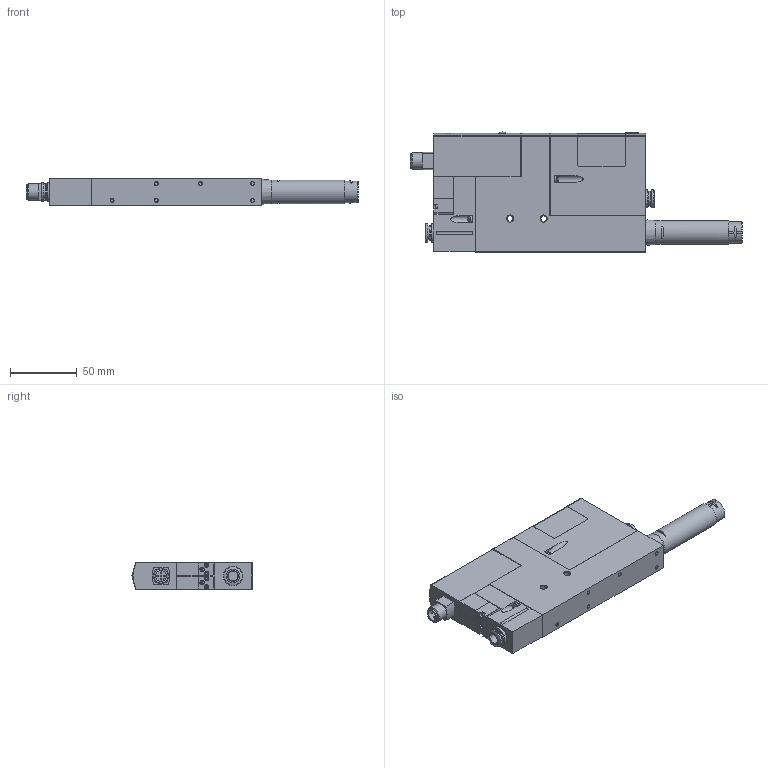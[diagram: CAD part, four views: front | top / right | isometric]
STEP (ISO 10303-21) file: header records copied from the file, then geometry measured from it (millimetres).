
FILE_DESCRIPTION(/* description */ ('STEP AP214'),/* implementation_level */ '2;1');
FILE_NAME(/* name */ '8023699_OVEM-20-H-B-QO-CE-N-1P',/* time_stamp */ '2024-09-13T11:47:35+02:00',/* author */ ('License CC BY-ND 4.0'),/* organization */ ('CADENAS'),/* preprocessor_version */ 'ST-DEVELOPER v19.3',/* originating_system */ 'PARTsolutions',/* authorisation */ ' ');
FILE_SCHEMA (('AUTOMOTIVE_DESIGN {1 0 10303 214 3 1 1}'));
Length unit declared in the file: millimetre
Products named in the file (5): 8023699 OVEM-20-H-B-QO-CE-N-1P; 8023699 OVEM-20-H-B-QO-CE-N-1P_(QO_1P_CE_3)---(b); 172984 QSP14-8; 704146 07/10/14-SD; 538436 UOMS-1/4
Assembly tree (5 placements, depth 2):
  8023699 OVEM-20-H-B-QO-CE-N-1P
    8023699 OVEM-20-H-B-QO-CE-N-1P_(QO_1P_CE_3)---(b)
    172984 QSP14-8  x2
    704146 07/10/14-SD
    538436 UOMS-1/4
Bounding box: 248.1 x 89.68 x 20.5 mm (x, y, z)
Volume: 288230.2 mm3; surface area: 57704.5 mm2
Topology: 5 solids, 5 shells, 580 faces, 1446 edges, 951 vertices
Faces by surface type: cylinder 284, plane 247, cone 31, torus 14, sphere 4
Full cylindrical faces by diameter (mm): 1 x5, 2.459 x6, 3.1 x2, 3.3 x2, 4.3 x2, 4.5 x4, 5.6 x1, 6.5 x2, 6.6 x1, 7 x2, 8 x2, 8.3 x1, 8.5 x1, 8.6 x4, 9.5 x1, 10 x2, 10.2 x2, 10.6 x1, 10.8 x4, 11 x4, 11.2 x2, 12 x5, 12.1 x2, 13.7 x4, 14 x2, 14.3 x1, 14.6 x1, 14.95 x1, 16 x1, 16.662 x1
Entity records: 19752 total; most frequent: CARTESIAN_POINT 3067, DIRECTION 2884, ORIENTED_EDGE 2574, EDGE_CURVE 1287, AXIS2_PLACEMENT_3D 1109, VERTEX_POINT 905, EDGE_LOOP 724, FACE_BOUND 724
